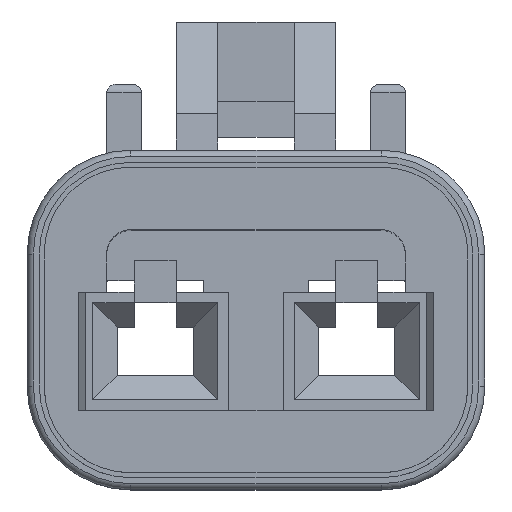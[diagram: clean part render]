
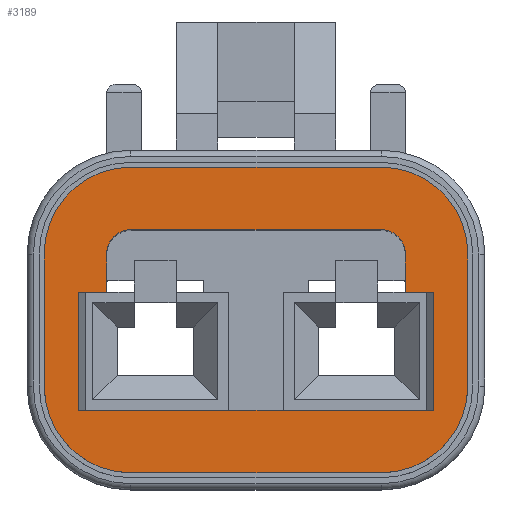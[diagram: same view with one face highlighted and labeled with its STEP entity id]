
A CAD part, top view. The second image highlights one B-rep face of the part: STEP entity #3189.
In plain terms, the highlighted planar face has unit normal (0, 0, 1).
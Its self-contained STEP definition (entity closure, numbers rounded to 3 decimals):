
#17 = CARTESIAN_POINT ( 'NONE',  ( -6.1, 2.5, 26. ) ) ;
#75 = CARTESIAN_POINT ( 'NONE',  ( -3.6, 2.5, 26. ) ) ;
#118 = DIRECTION ( 'NONE',  ( 1., 0., 0. ) ) ;
#226 = DIRECTION ( 'NONE',  ( 1., 0., 0. ) ) ;
#238 = CARTESIAN_POINT ( 'NONE',  ( -4.3, 2.5, 26. ) ) ;
#340 = EDGE_CURVE ( 'NONE', #1601, #10991, #3761, .T. ) ;
#440 = VERTEX_POINT ( 'NONE', #238 ) ;
#453 = VERTEX_POINT ( 'NONE', #997 ) ;
#523 = ORIENTED_EDGE ( 'NONE', *, *, #7476, .F. ) ;
#661 = ORIENTED_EDGE ( 'NONE', *, *, #11071, .T. ) ;
#822 = AXIS2_PLACEMENT_3D ( 'NONE', #7643, #11249, #10247 ) ;
#997 = CARTESIAN_POINT ( 'NONE',  ( 3.6, 5., 26. ) ) ;
#1070 = AXIS2_PLACEMENT_3D ( 'NONE', #10119, #9884, #6388 ) ;
#1072 = DIRECTION ( 'NONE',  ( 0., 1., 0. ) ) ;
#1142 = ORIENTED_EDGE ( 'NONE', *, *, #2002, .T. ) ;
#1237 = VECTOR ( 'NONE', #5995, 1000. ) ;
#1239 = CARTESIAN_POINT ( 'NONE',  ( 4.3, -1.3, 26. ) ) ;
#1267 = CARTESIAN_POINT ( 'NONE',  ( -3.6, -1.3, 26. ) ) ;
#1288 = DIRECTION ( 'NONE',  ( 1., 0., 0. ) ) ;
#1312 = CARTESIAN_POINT ( 'NONE',  ( 6.1, -1.3, 26. ) ) ;
#1348 = PLANE ( 'NONE',  #822 ) ;
#1476 = CARTESIAN_POINT ( 'NONE',  ( 3.6, 3.2, 26. ) ) ;
#1524 = ORIENTED_EDGE ( 'NONE', *, *, #9235, .F. ) ;
#1539 = ORIENTED_EDGE ( 'NONE', *, *, #9616, .F. ) ;
#1601 = VERTEX_POINT ( 'NONE', #4004 ) ;
#1790 = CIRCLE ( 'NONE', #1070, 2.5 ) ;
#1826 = VECTOR ( 'NONE', #3433, 1000. ) ;
#2002 = EDGE_CURVE ( 'NONE', #10991, #11145, #6593, .T. ) ;
#2087 = AXIS2_PLACEMENT_3D ( 'NONE', #9109, #8274, #226 ) ;
#2225 = VECTOR ( 'NONE', #2889, 1000. ) ;
#2252 = DIRECTION ( 'NONE',  ( 0., 0., 1. ) ) ;
#2364 = DIRECTION ( 'NONE',  ( -1., 0., 0. ) ) ;
#2398 = EDGE_CURVE ( 'NONE', #9140, #1601, #6533, .T. ) ;
#2554 = EDGE_CURVE ( 'NONE', #453, #9706, #9740, .T. ) ;
#2645 = EDGE_CURVE ( 'NONE', #7104, #3891, #10568, .T. ) ;
#2692 = VECTOR ( 'NONE', #6320, 1000. ) ;
#2756 = VECTOR ( 'NONE', #3377, 1000. ) ;
#2889 = DIRECTION ( 'NONE',  ( -1., 0., 0. ) ) ;
#2937 = CARTESIAN_POINT ( 'NONE',  ( 3.6, -3.8, 26. ) ) ;
#3067 = CARTESIAN_POINT ( 'NONE',  ( -5.1, -2., 26. ) ) ;
#3102 = VERTEX_POINT ( 'NONE', #4471 ) ;
#3145 = DIRECTION ( 'NONE',  ( 0., -1., 0. ) ) ;
#3189 = ADVANCED_FACE ( 'NONE', ( #5575, #3948 ), #1348, .T. ) ;
#3311 = VECTOR ( 'NONE', #6661, 1000. ) ;
#3312 = LINE ( 'NONE', #6055, #1237 ) ;
#3314 = LINE ( 'NONE', #6895, #5685 ) ;
#3327 = CIRCLE ( 'NONE', #8605, 0.7 ) ;
#3377 = DIRECTION ( 'NONE',  ( 0., 1., 0. ) ) ;
#3394 = LINE ( 'NONE', #6148, #2692 ) ;
#3433 = DIRECTION ( 'NONE',  ( -1., 0., 0. ) ) ;
#3715 = EDGE_CURVE ( 'NONE', #6474, #9140, #3314, .T. ) ;
#3761 = LINE ( 'NONE', #2937, #5470 ) ;
#3876 = AXIS2_PLACEMENT_3D ( 'NONE', #10206, #2252, #8305 ) ;
#3891 = VERTEX_POINT ( 'NONE', #8293 ) ;
#3948 = FACE_OUTER_BOUND ( 'NONE', #6542, .T. ) ;
#3952 = CARTESIAN_POINT ( 'NONE',  ( 5.1, -2., 26. ) ) ;
#4004 = CARTESIAN_POINT ( 'NONE',  ( -3.6, -3.8, 26. ) ) ;
#4073 = LINE ( 'NONE', #1476, #10633 ) ;
#4199 = EDGE_CURVE ( 'NONE', #9712, #8355, #11314, .T. ) ;
#4260 = LINE ( 'NONE', #9681, #2756 ) ;
#4298 = ORIENTED_EDGE ( 'NONE', *, *, #4540, .F. ) ;
#4408 = CARTESIAN_POINT ( 'NONE',  ( 3.6, 2.5, 26. ) ) ;
#4431 = CARTESIAN_POINT ( 'NONE',  ( -6.1, -1.3, 26. ) ) ;
#4440 = CARTESIAN_POINT ( 'NONE',  ( 4.3, 1.4, 26. ) ) ;
#4471 = CARTESIAN_POINT ( 'NONE',  ( -5.1, -2., 26. ) ) ;
#4540 = EDGE_CURVE ( 'NONE', #3102, #10850, #3394, .T. ) ;
#4799 = VECTOR ( 'NONE', #3145, 1000. ) ;
#5201 = CARTESIAN_POINT ( 'NONE',  ( -4.3, 1.4, 26. ) ) ;
#5250 = CARTESIAN_POINT ( 'NONE',  ( 3.6, 5., 26. ) ) ;
#5257 = DIRECTION ( 'NONE',  ( -1., 0., 0. ) ) ;
#5384 = ORIENTED_EDGE ( 'NONE', *, *, #2645, .F. ) ;
#5396 = ORIENTED_EDGE ( 'NONE', *, *, #4199, .F. ) ;
#5470 = VECTOR ( 'NONE', #118, 1000. ) ;
#5575 = FACE_BOUND ( 'NONE', #7503, .T. ) ;
#5580 = VECTOR ( 'NONE', #1072, 1000. ) ;
#5627 = CARTESIAN_POINT ( 'NONE',  ( 4.3, 2.5, 26. ) ) ;
#5685 = VECTOR ( 'NONE', #5996, 1000. ) ;
#5995 = DIRECTION ( 'NONE',  ( 0., 1., 0. ) ) ;
#5996 = DIRECTION ( 'NONE',  ( 0., -1., 0. ) ) ;
#6055 = CARTESIAN_POINT ( 'NONE',  ( 6.1, 2.5, 26. ) ) ;
#6077 = CARTESIAN_POINT ( 'NONE',  ( 4.3, 1.4, 26. ) ) ;
#6148 = CARTESIAN_POINT ( 'NONE',  ( -3.6, -2., 26. ) ) ;
#6289 = CIRCLE ( 'NONE', #3876, 2.5 ) ;
#6320 = DIRECTION ( 'NONE',  ( 1., 0., 0. ) ) ;
#6360 = DIRECTION ( 'NONE',  ( 1., 0., 0. ) ) ;
#6388 = DIRECTION ( 'NONE',  ( -1., 0., 0. ) ) ;
#6433 = AXIS2_PLACEMENT_3D ( 'NONE', #4408, #8413, #1288 ) ;
#6474 = VERTEX_POINT ( 'NONE', #17 ) ;
#6485 = CARTESIAN_POINT ( 'NONE',  ( 3.6, -3.8, 26. ) ) ;
#6533 = CIRCLE ( 'NONE', #6717, 2.5 ) ;
#6542 = EDGE_LOOP ( 'NONE', ( #9267, #11168, #1142, #7002, #661, #9816, #8306, #8656 ) ) ;
#6558 = DIRECTION ( 'NONE',  ( 1., 0., 0. ) ) ;
#6593 = CIRCLE ( 'NONE', #2087, 2.5 ) ;
#6639 = LINE ( 'NONE', #1239, #5580 ) ;
#6661 = DIRECTION ( 'NONE',  ( 0., -1., 0. ) ) ;
#6702 = CARTESIAN_POINT ( 'NONE',  ( 5.1, 1.4, 26. ) ) ;
#6717 = AXIS2_PLACEMENT_3D ( 'NONE', #1267, #7676, #6558 ) ;
#6745 = EDGE_CURVE ( 'NONE', #8355, #9813, #4073, .T. ) ;
#6844 = CARTESIAN_POINT ( 'NONE',  ( 6.1, 2.5, 26. ) ) ;
#6895 = CARTESIAN_POINT ( 'NONE',  ( -6.1, 2.5, 26. ) ) ;
#7002 = ORIENTED_EDGE ( 'NONE', *, *, #11300, .T. ) ;
#7104 = VERTEX_POINT ( 'NONE', #10780 ) ;
#7114 = ORIENTED_EDGE ( 'NONE', *, *, #11123, .F. ) ;
#7476 = EDGE_CURVE ( 'NONE', #9620, #8769, #11457, .T. ) ;
#7503 = EDGE_LOOP ( 'NONE', ( #4298, #7114, #5384, #10538, #1524, #10666, #5396, #1539, #523, #8412 ) ) ;
#7643 = CARTESIAN_POINT ( 'NONE',  ( -3.6, -1.3, 26. ) ) ;
#7676 = DIRECTION ( 'NONE',  ( 0., 0., 1. ) ) ;
#7755 = EDGE_CURVE ( 'NONE', #440, #7104, #11221, .T. ) ;
#7875 = VERTEX_POINT ( 'NONE', #6844 ) ;
#8239 = CARTESIAN_POINT ( 'NONE',  ( -3.6, 5., 26. ) ) ;
#8274 = DIRECTION ( 'NONE',  ( 0., 0., 1. ) ) ;
#8293 = CARTESIAN_POINT ( 'NONE',  ( -5.1, 1.4, 26. ) ) ;
#8305 = DIRECTION ( 'NONE',  ( -1., 0., 0. ) ) ;
#8306 = ORIENTED_EDGE ( 'NONE', *, *, #8394, .T. ) ;
#8355 = VERTEX_POINT ( 'NONE', #9998 ) ;
#8394 = EDGE_CURVE ( 'NONE', #9706, #6474, #1790, .T. ) ;
#8412 = ORIENTED_EDGE ( 'NONE', *, *, #9041, .F. ) ;
#8413 = DIRECTION ( 'NONE',  ( 0., 0., 1. ) ) ;
#8605 = AXIS2_PLACEMENT_3D ( 'NONE', #75, #9026, #6360 ) ;
#8656 = ORIENTED_EDGE ( 'NONE', *, *, #3715, .T. ) ;
#8769 = VERTEX_POINT ( 'NONE', #4440 ) ;
#9026 = DIRECTION ( 'NONE',  ( 0., 0., 1. ) ) ;
#9041 = EDGE_CURVE ( 'NONE', #10850, #9620, #4260, .T. ) ;
#9109 = CARTESIAN_POINT ( 'NONE',  ( 3.6, -1.3, 26. ) ) ;
#9140 = VERTEX_POINT ( 'NONE', #4431 ) ;
#9235 = EDGE_CURVE ( 'NONE', #9813, #440, #3327, .T. ) ;
#9267 = ORIENTED_EDGE ( 'NONE', *, *, #2398, .T. ) ;
#9275 = CARTESIAN_POINT ( 'NONE',  ( -4.3, 2.5, 26. ) ) ;
#9483 = CARTESIAN_POINT ( 'NONE',  ( -3.6, 3.2, 26. ) ) ;
#9616 = EDGE_CURVE ( 'NONE', #8769, #9712, #6639, .T. ) ;
#9620 = VERTEX_POINT ( 'NONE', #6702 ) ;
#9681 = CARTESIAN_POINT ( 'NONE',  ( 5.1, -2., 26. ) ) ;
#9706 = VERTEX_POINT ( 'NONE', #8239 ) ;
#9712 = VERTEX_POINT ( 'NONE', #5627 ) ;
#9740 = LINE ( 'NONE', #5250, #1826 ) ;
#9813 = VERTEX_POINT ( 'NONE', #9483 ) ;
#9816 = ORIENTED_EDGE ( 'NONE', *, *, #2554, .T. ) ;
#9884 = DIRECTION ( 'NONE',  ( 0., 0., 1. ) ) ;
#9998 = CARTESIAN_POINT ( 'NONE',  ( 3.6, 3.2, 26. ) ) ;
#10119 = CARTESIAN_POINT ( 'NONE',  ( -3.6, 2.5, 26. ) ) ;
#10206 = CARTESIAN_POINT ( 'NONE',  ( 3.6, 2.5, 26. ) ) ;
#10247 = DIRECTION ( 'NONE',  ( 1., 0., 0. ) ) ;
#10538 = ORIENTED_EDGE ( 'NONE', *, *, #7755, .F. ) ;
#10568 = LINE ( 'NONE', #5201, #2225 ) ;
#10633 = VECTOR ( 'NONE', #2364, 1000. ) ;
#10666 = ORIENTED_EDGE ( 'NONE', *, *, #6745, .F. ) ;
#10780 = CARTESIAN_POINT ( 'NONE',  ( -4.3, 1.4, 26. ) ) ;
#10823 = VECTOR ( 'NONE', #5257, 1000. ) ;
#10850 = VERTEX_POINT ( 'NONE', #3952 ) ;
#10991 = VERTEX_POINT ( 'NONE', #6485 ) ;
#11071 = EDGE_CURVE ( 'NONE', #7875, #453, #6289, .T. ) ;
#11123 = EDGE_CURVE ( 'NONE', #3891, #3102, #11153, .T. ) ;
#11145 = VERTEX_POINT ( 'NONE', #1312 ) ;
#11153 = LINE ( 'NONE', #3067, #3311 ) ;
#11168 = ORIENTED_EDGE ( 'NONE', *, *, #340, .T. ) ;
#11221 = LINE ( 'NONE', #9275, #4799 ) ;
#11249 = DIRECTION ( 'NONE',  ( 0., 0., 1. ) ) ;
#11300 = EDGE_CURVE ( 'NONE', #11145, #7875, #3312, .T. ) ;
#11314 = CIRCLE ( 'NONE', #6433, 0.7 ) ;
#11457 = LINE ( 'NONE', #6077, #10823 ) ;
